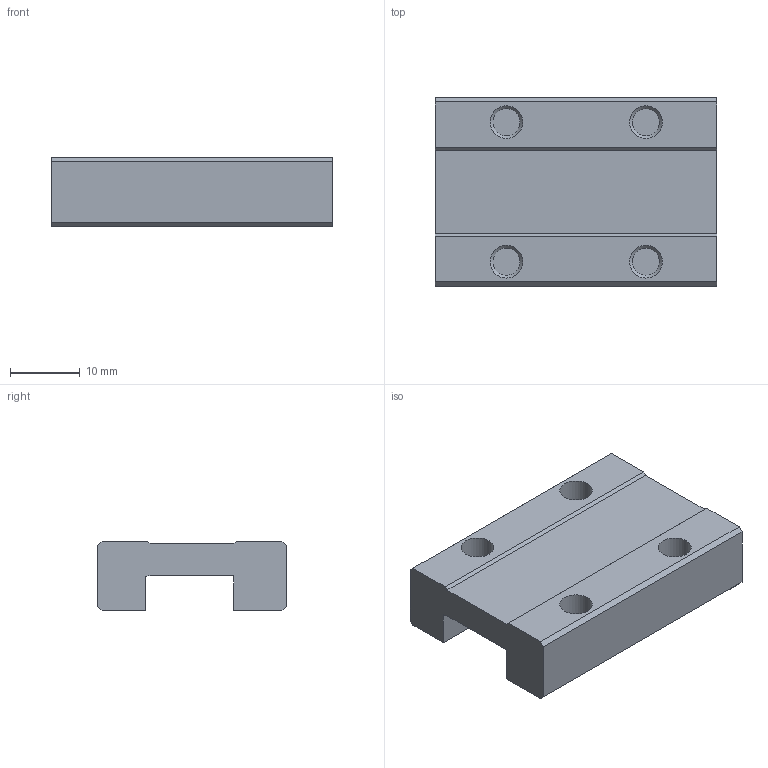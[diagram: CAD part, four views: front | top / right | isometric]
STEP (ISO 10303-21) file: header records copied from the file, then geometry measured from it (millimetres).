
FILE_DESCRIPTION(/* description */ (''),/* implementation_level */ '2;1');
FILE_NAME(/* name */ 'MGN12H Dummy Carriage.step',/* time_stamp */ '2024-06-19T11:54:05-07:00',/* author */ (''),/* organization */ (''),/* preprocessor_version */ 'ST-DEVELOPER v20',/* originating_system */ 'Autodesk Translation Framework v12.20.1.177',/* authorisation */ '');
FILE_SCHEMA (('AUTOMOTIVE_DESIGN { 1 0 10303 214 3 1 1 }'));
Length unit declared in the file: millimetre
Products named in the file (10): MGN12H Carriage; PRODUCT_NAME_1 (1); PRODUCT_NAME_6 (1); PRODUCT_NAME_5 (1); PRODUCT_NAME_7 (1); PRODUCT_NAME_4 (1); PRODUCT_NAME_8 (1); PRODUCT_NAME_3 (1); PRODUCT_NAME_2 (1); PRODUCT_NAME_9 (1)
Assembly tree (9 placements, depth 2):
  MGN12H Carriage
    PRODUCT_NAME_1 (1)
    PRODUCT_NAME_6 (1)
    PRODUCT_NAME_5 (1)
    PRODUCT_NAME_7 (1)
    PRODUCT_NAME_4 (1)
    PRODUCT_NAME_8 (1)
    PRODUCT_NAME_3 (1)
    PRODUCT_NAME_2 (1)
    PRODUCT_NAME_9 (1)
Bounding box: 40.33 x 27 x 10 mm (x, y, z)
Volume: 7703.6 mm3; surface area: 4025.5 mm2
Topology: 1 solids, 1 shells, 33 faces, 77 edges, 50 vertices
Faces by surface type: plane 24, cylinder 5, cone 4
Full cylindrical faces by diameter (mm): 4.7 x4
Entity records: 1248 total; most frequent: DIRECTION 195, CARTESIAN_POINT 179, ORIENTED_EDGE 154, EDGE_CURVE 77, AXIS2_PLACEMENT_3D 66, LINE 63, VECTOR 63, VERTEX_POINT 50
